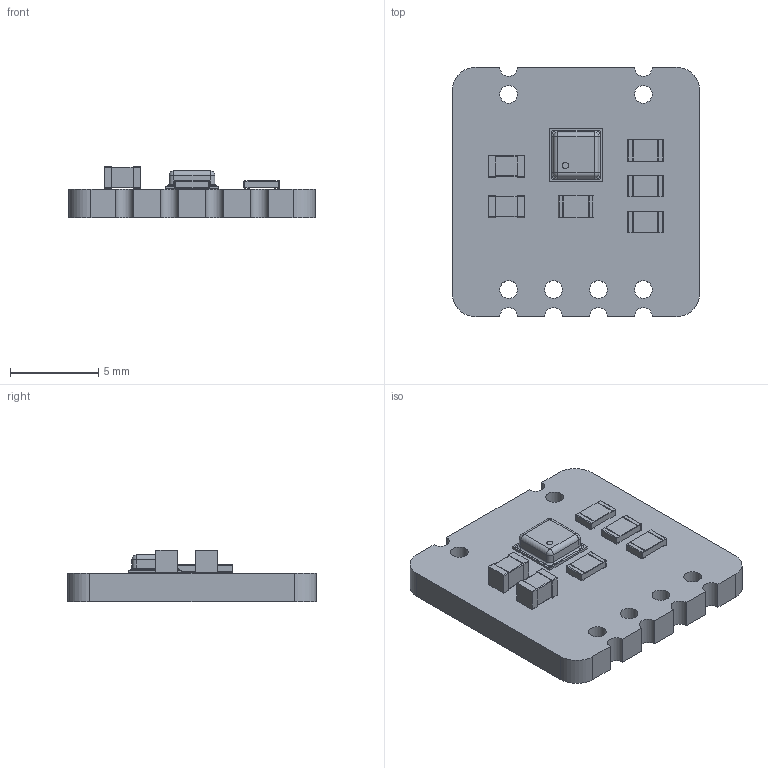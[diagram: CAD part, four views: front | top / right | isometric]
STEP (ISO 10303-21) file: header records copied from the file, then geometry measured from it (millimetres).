
FILE_DESCRIPTION(('KiCad electronic assembly'),'2;1');
FILE_NAME('bme688Breakout.step','2021-11-28T10:37:48',('An Author'),( 'A Company'),'Open CASCADE STEP processor 6.9', 'KiCad to STEP converter','Unknown');
FILE_SCHEMA(('AUTOMOTIVE_DESIGN { 1 0 10303 214 1 1 1 1 }'));
Length unit declared in the file: millimetre
Products named in the file (8): Open CASCADE STEP translator 6.9 1; BME680--3DModel-STEP-56544; COMPOUND; C_0805_2012Metric; SOLID; R_0805_2012Metric
Assembly tree (11 placements, depth 3):
  Open CASCADE STEP translator 6.9 1
    BME680--3DModel-STEP-56544
      COMPOUND
    C_0805_2012Metric  x2
      SOLID
    R_0805_2012Metric  x4
      SOLID
    COMPOUND
Bounding box: 13.97 x 14.1 x 2.9 mm (x, y, z)
Volume: 318.2 mm3; surface area: 617.9 mm2
Topology: 20 solids, 20 shells, 390 faces, 976 edges, 628 vertices
Faces by surface type: plane 284, cylinder 98, sphere 4, torus 4
Full cylindrical faces by diameter (mm): 1 x6
Entity records: 18193 total; most frequent: CARTESIAN_POINT 3168, DIRECTION 2760, LINE 1838, VECTOR 1838, ORIENTED_EDGE 1392, PCURVE 1392, DEFINITIONAL_REPRESENTATION 1392, EDGE_CURVE 696
